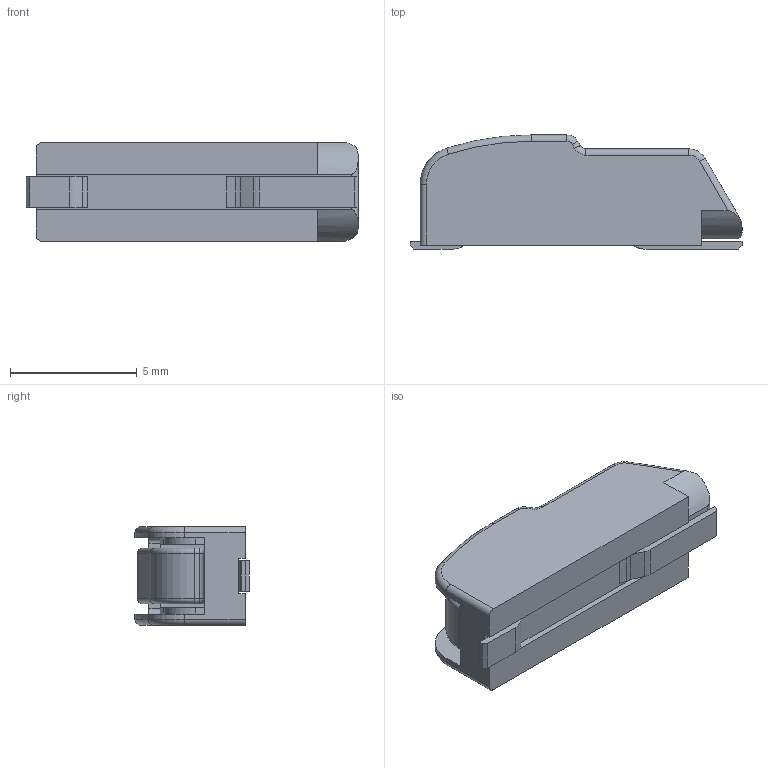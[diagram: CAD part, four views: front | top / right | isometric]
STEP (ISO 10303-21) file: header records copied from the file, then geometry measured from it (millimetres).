
FILE_DESCRIPTION(/* description */ ('STEP AP214'),/* implementation_level */ '2;1');
FILE_NAME(/* name */ '2060-451_998-404',/* time_stamp */ '2023-09-11T10:51:01+02:00',/* author */ ('License CC BY-ND 4.0'),/* organization */ ('CADENAS'),/* preprocessor_version */ 'ST-DEVELOPER v19.3',/* originating_system */ 'PARTsolutions',/* authorisation */ ' ');
FILE_SCHEMA (('AUTOMOTIVE_DESIGN {1 0 10303 214 3 1 1}'));
Length unit declared in the file: millimetre
Products named in the file (1): 2060-451/998-404
Bounding box: 13.1 x 4.5 x 3.9 mm (x, y, z)
Volume: 143.5 mm3; surface area: 322.9 mm2
Topology: 1 solids, 1 shells, 139 faces, 373 edges, 236 vertices
Faces by surface type: plane 69, cylinder 51, torus 16, sphere 3
Full cylindrical faces by diameter (mm): 2.25 x1
Entity records: 5297 total; most frequent: CARTESIAN_POINT 794, DIRECTION 751, ORIENTED_EDGE 732, EDGE_CURVE 366, AXIS2_PLACEMENT_3D 261, VERTEX_POINT 233, LINE 229, VECTOR 229
